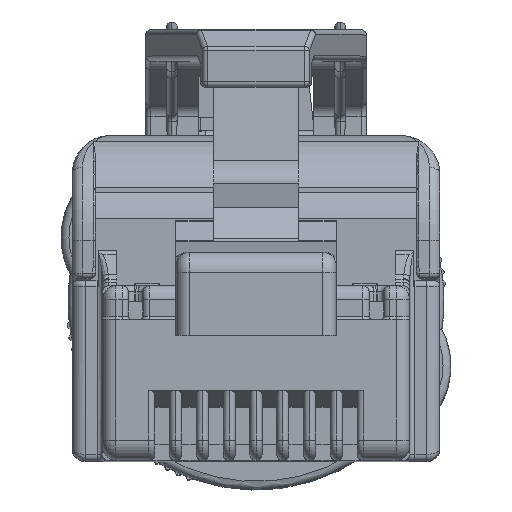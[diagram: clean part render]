
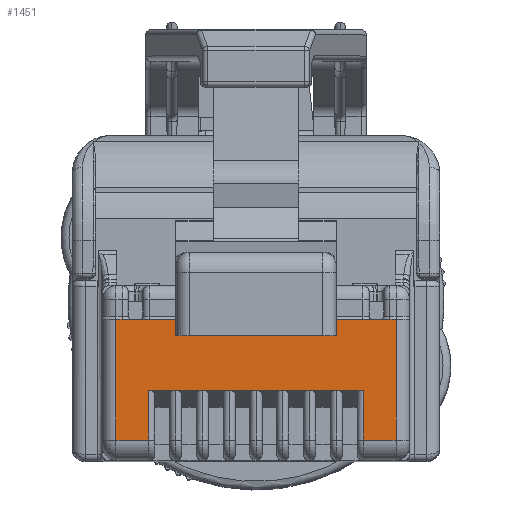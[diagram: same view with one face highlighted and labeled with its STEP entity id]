
A CAD part, top view. The second image highlights one B-rep face of the part: STEP entity #1451.
In plain terms, the highlighted planar face has unit normal (0, 0, 1).
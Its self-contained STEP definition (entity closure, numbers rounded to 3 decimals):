
#352 = LINE ( 'NONE', #38404, #36333 ) ;
#695 = CARTESIAN_POINT ( 'NONE',  ( -3.05, 4.51, 1.52 ) ) ;
#985 = CARTESIAN_POINT ( 'NONE',  ( -5.84, 4.51, 1.52 ) ) ;
#1056 = VECTOR ( 'NONE', #8244, 1000. ) ;
#1124 = CARTESIAN_POINT ( 'NONE',  ( -5.84, -1.37, 1.52 ) ) ;
#1451 = ADVANCED_FACE ( 'NONE', ( #39249 ), #30096, .T. ) ;
#1972 = VERTEX_POINT ( 'NONE', #40873 ) ;
#2273 = LINE ( 'NONE', #48498, #12779 ) ;
#2377 = CARTESIAN_POINT ( 'NONE',  ( -5.33, 4.51, 1.52 ) ) ;
#2758 = VERTEX_POINT ( 'NONE', #3095 ) ;
#2940 = LINE ( 'NONE', #13182, #35677 ) ;
#3095 = CARTESIAN_POINT ( 'NONE',  ( -3.05, 2.61, 1.52 ) ) ;
#3535 = VECTOR ( 'NONE', #14141, 1000. ) ;
#4010 = VERTEX_POINT ( 'NONE', #43414 ) ;
#4092 = DIRECTION ( 'NONE',  ( -1., 0., 0. ) ) ;
#4120 = EDGE_CURVE ( 'NONE', #27744, #46142, #352, .T. ) ;
#4461 = CARTESIAN_POINT ( 'NONE',  ( 3.85, 0.531, 1.52 ) ) ;
#4816 = CARTESIAN_POINT ( 'NONE',  ( 3.85, 0.531, 1.52 ) ) ;
#5310 = EDGE_CURVE ( 'NONE', #4010, #1972, #19258, .T. ) ;
#5625 = VECTOR ( 'NONE', #47232, 1000. ) ;
#6347 = EDGE_CURVE ( 'NONE', #42682, #31704, #12635, .T. ) ;
#7523 = LINE ( 'NONE', #9210, #23969 ) ;
#7922 = ORIENTED_EDGE ( 'NONE', *, *, #38692, .F. ) ;
#8244 = DIRECTION ( 'NONE',  ( -1., 0., 0. ) ) ;
#8279 = LINE ( 'NONE', #50175, #51355 ) ;
#9042 = CARTESIAN_POINT ( 'NONE',  ( 3.06, 0.531, 1.52 ) ) ;
#9128 = CARTESIAN_POINT ( 'NONE',  ( 4.08, -1.37, 1.52 ) ) ;
#9210 = CARTESIAN_POINT ( 'NONE',  ( 5.33, 3.22, 1.52 ) ) ;
#9675 = VECTOR ( 'NONE', #33162, 1000. ) ;
#9752 = VERTEX_POINT ( 'NONE', #13357 ) ;
#10549 = CARTESIAN_POINT ( 'NONE',  ( 5.33, -1.37, 1.52 ) ) ;
#10634 = CARTESIAN_POINT ( 'NONE',  ( -5.84, 3.22, 1.52 ) ) ;
#10811 = CARTESIAN_POINT ( 'NONE',  ( -5.84, -1.37, 1.52 ) ) ;
#11719 = VERTEX_POINT ( 'NONE', #36301 ) ;
#11910 = LINE ( 'NONE', #32445, #23703 ) ;
#12055 = EDGE_CURVE ( 'NONE', #2758, #46142, #19416, .T. ) ;
#12249 = VECTOR ( 'NONE', #42771, 1000. ) ;
#12472 = ORIENTED_EDGE ( 'NONE', *, *, #44116, .T. ) ;
#12489 = EDGE_CURVE ( 'NONE', #13973, #37507, #2940, .T. ) ;
#12635 = LINE ( 'NONE', #10634, #48559 ) ;
#12723 = EDGE_CURVE ( 'NONE', #13973, #15864, #33026, .T. ) ;
#12779 = VECTOR ( 'NONE', #14591, 1000. ) ;
#12945 = VERTEX_POINT ( 'NONE', #10549 ) ;
#13182 = CARTESIAN_POINT ( 'NONE',  ( 3.85, 0.531, 1.52 ) ) ;
#13357 = CARTESIAN_POINT ( 'NONE',  ( 1.02, 0.531, 1.52 ) ) ;
#13440 = LINE ( 'NONE', #1124, #42830 ) ;
#13639 = ORIENTED_EDGE ( 'NONE', *, *, #21843, .T. ) ;
#13870 = ORIENTED_EDGE ( 'NONE', *, *, #39188, .F. ) ;
#13973 = VERTEX_POINT ( 'NONE', #14925 ) ;
#14022 = DIRECTION ( 'NONE',  ( -1., 0., 0. ) ) ;
#14141 = DIRECTION ( 'NONE',  ( -1., 0., 0. ) ) ;
#14418 = CARTESIAN_POINT ( 'NONE',  ( -1.02, 0.531, 1.52 ) ) ;
#14591 = DIRECTION ( 'NONE',  ( -1., 0., 0. ) ) ;
#14925 = CARTESIAN_POINT ( 'NONE',  ( 4.08, 0.531, 1.52 ) ) ;
#15285 = DIRECTION ( 'NONE',  ( 1., 0., 0. ) ) ;
#15859 = CARTESIAN_POINT ( 'NONE',  ( -5.33, 3.22, 1.52 ) ) ;
#15864 = VERTEX_POINT ( 'NONE', #9128 ) ;
#16591 = EDGE_CURVE ( 'NONE', #12945, #11719, #7523, .T. ) ;
#17071 = ORIENTED_EDGE ( 'NONE', *, *, #6347, .F. ) ;
#17194 = EDGE_CURVE ( 'NONE', #31704, #2758, #31661, .T. ) ;
#17693 = DIRECTION ( 'NONE',  ( -1., 0., 0. ) ) ;
#17865 = CARTESIAN_POINT ( 'NONE',  ( 0., 0.531, 1.52 ) ) ;
#18927 = ORIENTED_EDGE ( 'NONE', *, *, #47907, .F. ) ;
#19258 = LINE ( 'NONE', #4816, #3535 ) ;
#19290 = VECTOR ( 'NONE', #25785, 1000. ) ;
#19416 = LINE ( 'NONE', #51268, #5625 ) ;
#19596 = EDGE_LOOP ( 'NONE', ( #43601, #28974, #7922, #24925, #43716, #18927, #13870, #40117, #24416, #22990, #25751, #51923, #53340, #26398, #43206, #33303, #17071, #13639, #12472 ) ) ;
#20475 = CARTESIAN_POINT ( 'NONE',  ( 3.85, 0.531, 1.52 ) ) ;
#20679 = VECTOR ( 'NONE', #48396, 1000. ) ;
#21392 = CARTESIAN_POINT ( 'NONE',  ( 3.05, 3.22, 1.52 ) ) ;
#21704 = LINE ( 'NONE', #38543, #53710 ) ;
#21714 = EDGE_CURVE ( 'NONE', #27744, #11719, #35766, .T. ) ;
#21843 = EDGE_CURVE ( 'NONE', #42682, #48517, #44247, .T. ) ;
#22091 = LINE ( 'NONE', #20475, #9675 ) ;
#22990 = ORIENTED_EDGE ( 'NONE', *, *, #12723, .T. ) ;
#23680 = VECTOR ( 'NONE', #4092, 1000. ) ;
#23703 = VECTOR ( 'NONE', #28404, 1000. ) ;
#23969 = VECTOR ( 'NONE', #50267, 1000. ) ;
#24416 = ORIENTED_EDGE ( 'NONE', *, *, #12489, .F. ) ;
#24925 = ORIENTED_EDGE ( 'NONE', *, *, #51023, .F. ) ;
#25137 = DIRECTION ( 'NONE',  ( 0., -1., 0. ) ) ;
#25751 = ORIENTED_EDGE ( 'NONE', *, *, #31840, .T. ) ;
#25785 = DIRECTION ( 'NONE',  ( 0., -1., 0. ) ) ;
#26398 = ORIENTED_EDGE ( 'NONE', *, *, #4120, .T. ) ;
#26523 = VERTEX_POINT ( 'NONE', #49049 ) ;
#26543 = DIRECTION ( 'NONE',  ( 0., 1., 0. ) ) ;
#27744 = VERTEX_POINT ( 'NONE', #21392 ) ;
#28404 = DIRECTION ( 'NONE',  ( -1., 0., 0. ) ) ;
#28974 = ORIENTED_EDGE ( 'NONE', *, *, #5310, .F. ) ;
#30096 = PLANE ( 'NONE',  #35656 ) ;
#30590 = VERTEX_POINT ( 'NONE', #49498 ) ;
#31188 = LINE ( 'NONE', #45657, #1056 ) ;
#31661 = LINE ( 'NONE', #695, #19290 ) ;
#31704 = VERTEX_POINT ( 'NONE', #39300 ) ;
#31840 = EDGE_CURVE ( 'NONE', #15864, #12945, #13440, .T. ) ;
#31951 = CARTESIAN_POINT ( 'NONE',  ( 4.08, 4.51, 1.52 ) ) ;
#32445 = CARTESIAN_POINT ( 'NONE',  ( 3.85, 0.531, 1.52 ) ) ;
#33026 = LINE ( 'NONE', #31951, #20679 ) ;
#33162 = DIRECTION ( 'NONE',  ( -1., 0., 0. ) ) ;
#33303 = ORIENTED_EDGE ( 'NONE', *, *, #17194, .F. ) ;
#33990 = LINE ( 'NONE', #4461, #23680 ) ;
#34234 = DIRECTION ( 'NONE',  ( 0., 0., 1. ) ) ;
#35559 = CARTESIAN_POINT ( 'NONE',  ( -5.33, -1.37, 1.52 ) ) ;
#35656 = AXIS2_PLACEMENT_3D ( 'NONE', #985, #34234, #17693 ) ;
#35677 = VECTOR ( 'NONE', #46724, 1000. ) ;
#35766 = LINE ( 'NONE', #46227, #12249 ) ;
#36301 = CARTESIAN_POINT ( 'NONE',  ( 5.33, 3.22, 1.52 ) ) ;
#36333 = VECTOR ( 'NONE', #25137, 1000. ) ;
#36721 = VERTEX_POINT ( 'NONE', #14418 ) ;
#36902 = VECTOR ( 'NONE', #43293, 1000. ) ;
#37507 = VERTEX_POINT ( 'NONE', #9042 ) ;
#38404 = CARTESIAN_POINT ( 'NONE',  ( 3.05, 4.51, 1.52 ) ) ;
#38543 = CARTESIAN_POINT ( 'NONE',  ( -4.08, 0.18, 1.52 ) ) ;
#38692 = EDGE_CURVE ( 'NONE', #30590, #4010, #2273, .T. ) ;
#39188 = EDGE_CURVE ( 'NONE', #53081, #9752, #33990, .T. ) ;
#39249 = FACE_OUTER_BOUND ( 'NONE', #19596, .T. ) ;
#39300 = CARTESIAN_POINT ( 'NONE',  ( -3.05, 3.22, 1.52 ) ) ;
#40117 = ORIENTED_EDGE ( 'NONE', *, *, #42159, .F. ) ;
#40873 = CARTESIAN_POINT ( 'NONE',  ( -4.08, 0.531, 1.52 ) ) ;
#41012 = VECTOR ( 'NONE', #52775, 1000. ) ;
#42159 = EDGE_CURVE ( 'NONE', #37507, #53081, #8279, .T. ) ;
#42682 = VERTEX_POINT ( 'NONE', #15859 ) ;
#42771 = DIRECTION ( 'NONE',  ( 1., 0., 0. ) ) ;
#42830 = VECTOR ( 'NONE', #15285, 1000. ) ;
#43206 = ORIENTED_EDGE ( 'NONE', *, *, #12055, .F. ) ;
#43293 = DIRECTION ( 'NONE',  ( 1., 0., 0. ) ) ;
#43414 = CARTESIAN_POINT ( 'NONE',  ( -3.06, 0.531, 1.52 ) ) ;
#43601 = ORIENTED_EDGE ( 'NONE', *, *, #47974, .T. ) ;
#43716 = ORIENTED_EDGE ( 'NONE', *, *, #45767, .F. ) ;
#44116 = EDGE_CURVE ( 'NONE', #48517, #26523, #46665, .T. ) ;
#44247 = LINE ( 'NONE', #2377, #41012 ) ;
#45543 = CARTESIAN_POINT ( 'NONE',  ( 2.04, 0.531, 1.52 ) ) ;
#45657 = CARTESIAN_POINT ( 'NONE',  ( 3.85, 0.531, 1.52 ) ) ;
#45767 = EDGE_CURVE ( 'NONE', #52710, #36721, #22091, .T. ) ;
#46142 = VERTEX_POINT ( 'NONE', #48441 ) ;
#46227 = CARTESIAN_POINT ( 'NONE',  ( -5.84, 3.22, 1.52 ) ) ;
#46665 = LINE ( 'NONE', #10811, #36902 ) ;
#46724 = DIRECTION ( 'NONE',  ( -1., 0., 0. ) ) ;
#47232 = DIRECTION ( 'NONE',  ( 1., 0., 0. ) ) ;
#47907 = EDGE_CURVE ( 'NONE', #9752, #52710, #11910, .T. ) ;
#47974 = EDGE_CURVE ( 'NONE', #26523, #1972, #21704, .T. ) ;
#48396 = DIRECTION ( 'NONE',  ( 0., -1., 0. ) ) ;
#48441 = CARTESIAN_POINT ( 'NONE',  ( 3.05, 2.61, 1.52 ) ) ;
#48498 = CARTESIAN_POINT ( 'NONE',  ( 3.85, 0.531, 1.52 ) ) ;
#48517 = VERTEX_POINT ( 'NONE', #35559 ) ;
#48559 = VECTOR ( 'NONE', #48583, 1000. ) ;
#48583 = DIRECTION ( 'NONE',  ( 1., 0., 0. ) ) ;
#49049 = CARTESIAN_POINT ( 'NONE',  ( -4.08, -1.37, 1.52 ) ) ;
#49498 = CARTESIAN_POINT ( 'NONE',  ( -2.04, 0.531, 1.52 ) ) ;
#50175 = CARTESIAN_POINT ( 'NONE',  ( 3.85, 0.531, 1.52 ) ) ;
#50267 = DIRECTION ( 'NONE',  ( 0., 1., 0. ) ) ;
#51023 = EDGE_CURVE ( 'NONE', #36721, #30590, #31188, .T. ) ;
#51268 = CARTESIAN_POINT ( 'NONE',  ( -3.05, 2.61, 1.52 ) ) ;
#51355 = VECTOR ( 'NONE', #14022, 1000. ) ;
#51923 = ORIENTED_EDGE ( 'NONE', *, *, #16591, .T. ) ;
#52710 = VERTEX_POINT ( 'NONE', #17865 ) ;
#52775 = DIRECTION ( 'NONE',  ( 0., -1., 0. ) ) ;
#53081 = VERTEX_POINT ( 'NONE', #45543 ) ;
#53340 = ORIENTED_EDGE ( 'NONE', *, *, #21714, .F. ) ;
#53710 = VECTOR ( 'NONE', #26543, 1000. ) ;
